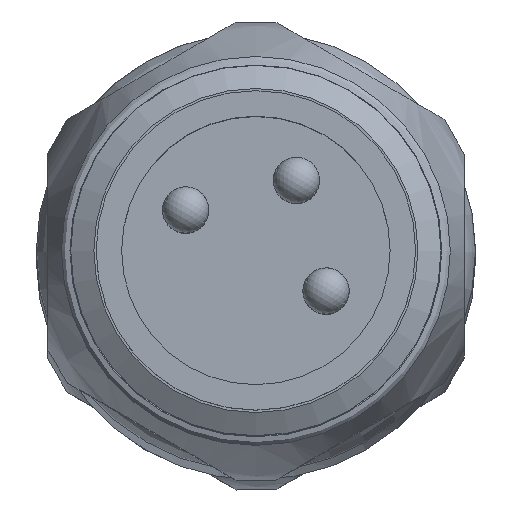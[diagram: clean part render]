
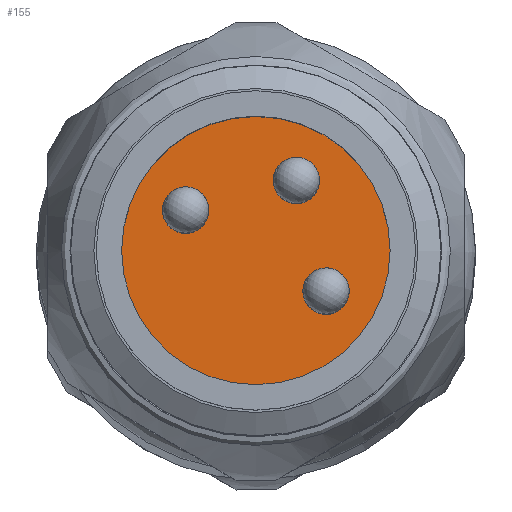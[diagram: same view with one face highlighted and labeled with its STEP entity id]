
A CAD part, top view. The second image highlights one B-rep face of the part: STEP entity #155.
In plain terms, the highlighted planar face has unit normal (0, 0, 1).
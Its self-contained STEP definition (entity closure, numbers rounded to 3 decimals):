
#155=ADVANCED_FACE('',(#279,#280,#281,#282),#185,.F.);
#185=PLANE('',#838);
#279=FACE_BOUND('',#401,.T.);
#280=FACE_BOUND('',#402,.T.);
#281=FACE_BOUND('',#403,.T.);
#282=FACE_BOUND('',#404,.T.);
#401=EDGE_LOOP('',(#523));
#402=EDGE_LOOP('',(#524));
#403=EDGE_LOOP('',(#525));
#404=EDGE_LOOP('',(#526));
#523=ORIENTED_EDGE('',*,*,#650,.F.);
#524=ORIENTED_EDGE('',*,*,#653,.T.);
#525=ORIENTED_EDGE('',*,*,#654,.F.);
#526=ORIENTED_EDGE('',*,*,#651,.F.);
#589=VERTEX_POINT('',#1753);
#590=VERTEX_POINT('',#1756);
#592=VERTEX_POINT('',#1762);
#593=VERTEX_POINT('',#1764);
#650=EDGE_CURVE('',#589,#589,#705,.T.);
#651=EDGE_CURVE('',#590,#590,#706,.T.);
#653=EDGE_CURVE('',#592,#592,#708,.T.);
#654=EDGE_CURVE('',#593,#593,#709,.T.);
#705=CIRCLE('',#830,0.5);
#706=CIRCLE('',#832,0.5);
#708=CIRCLE('',#836,2.9);
#709=CIRCLE('',#837,0.5);
#830=AXIS2_PLACEMENT_3D('',#1752,#1039,#1040);
#832=AXIS2_PLACEMENT_3D('',#1755,#1043,#1044);
#836=AXIS2_PLACEMENT_3D('',#1761,#1051,#1052);
#837=AXIS2_PLACEMENT_3D('',#1763,#1053,#1054);
#838=AXIS2_PLACEMENT_3D('',#1765,#1055,#1056);
#1039=DIRECTION('',(0.,0.,1.));
#1040=DIRECTION('',(-1.,0.,0.));
#1043=DIRECTION('',(0.,0.,1.));
#1044=DIRECTION('',(-1.,0.,0.));
#1051=DIRECTION('',(0.,0.,1.));
#1052=DIRECTION('',(0.5,0.866,0.));
#1053=DIRECTION('',(0.,0.,1.));
#1054=DIRECTION('',(-1.,0.,0.));
#1055=DIRECTION('',(0.,0.,-1.));
#1056=DIRECTION('',(1.,0.,0.));
#1752=CARTESIAN_POINT('',(50.875,51.516,104.339));
#1753=CARTESIAN_POINT('',(50.375,51.516,104.339));
#1755=CARTESIAN_POINT('',(51.516,49.125,104.339));
#1756=CARTESIAN_POINT('',(51.016,49.125,104.339));
#1761=CARTESIAN_POINT('',(50.,50.,104.339));
#1762=CARTESIAN_POINT('',(51.45,52.511,104.339));
#1763=CARTESIAN_POINT('',(48.484,50.875,104.339));
#1764=CARTESIAN_POINT('',(47.984,50.875,104.339));
#1765=CARTESIAN_POINT('',(50.875,51.516,104.339));
